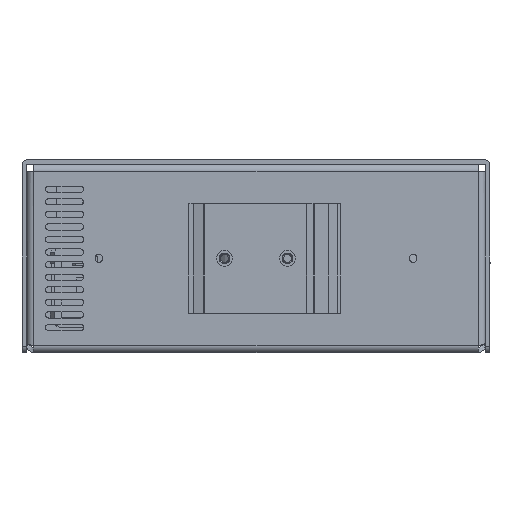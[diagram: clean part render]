
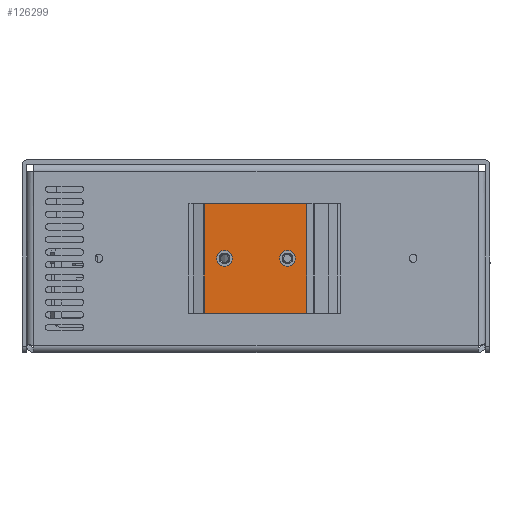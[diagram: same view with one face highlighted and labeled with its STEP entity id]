
A CAD part, front view. The second image highlights one B-rep face of the part: STEP entity #126299.
In plain terms, the highlighted planar face has unit normal (0, -1, 0).
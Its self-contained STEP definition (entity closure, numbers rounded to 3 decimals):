
#1213 = ORIENTED_EDGE ( 'NONE', *, *, #22925, .F. ) ;
#2939 = DIRECTION ( 'NONE',  ( 0., 0., -1. ) ) ;
#3040 = CARTESIAN_POINT ( 'NONE',  ( -33.064, -57.287, 8.2 ) ) ;
#3163 = LINE ( 'NONE', #146076, #113048 ) ;
#5104 = DIRECTION ( 'NONE',  ( 0., 0., 1. ) ) ;
#5216 = DIRECTION ( 'NONE',  ( 0., 1., 0. ) ) ;
#5266 = CARTESIAN_POINT ( 'NONE',  ( -59.608, -57.287, -9.3 ) ) ;
#7751 = DIRECTION ( 'NONE',  ( 0., -1., 0. ) ) ;
#13756 = EDGE_CURVE ( 'NONE', #13768, #46113, #64573, .T. ) ;
#13768 = VERTEX_POINT ( 'NONE', #114766 ) ;
#17228 = CARTESIAN_POINT ( 'NONE',  ( -53.064, -57.287, 5.7 ) ) ;
#17831 = CARTESIAN_POINT ( 'NONE',  ( -53.064, -57.287, 8.2 ) ) ;
#18219 = VERTEX_POINT ( 'NONE', #5266 ) ;
#18901 = LINE ( 'NONE', #32649, #83378 ) ;
#21240 = EDGE_CURVE ( 'NONE', #150851, #80438, #83242, .T. ) ;
#22925 = EDGE_CURVE ( 'NONE', #108501, #114487, #135141, .T. ) ;
#30036 = DIRECTION ( 'NONE',  ( 0., 0., 1. ) ) ;
#32649 = CARTESIAN_POINT ( 'NONE',  ( -59.608, -57.287, -9.3 ) ) ;
#34920 = LINE ( 'NONE', #147563, #131560 ) ;
#35894 = FACE_BOUND ( 'NONE', #49098, .T. ) ;
#38870 = EDGE_LOOP ( 'NONE', ( #155148, #115752, #65840, #1213 ) ) ;
#42927 = ORIENTED_EDGE ( 'NONE', *, *, #13756, .F. ) ;
#46113 = VERTEX_POINT ( 'NONE', #68442 ) ;
#49098 = EDGE_LOOP ( 'NONE', ( #42927, #74035 ) ) ;
#50093 = EDGE_CURVE ( 'NONE', #114487, #76210, #34920, .T. ) ;
#52671 = AXIS2_PLACEMENT_3D ( 'NONE', #17831, #102521, #30036 ) ;
#52775 = ORIENTED_EDGE ( 'NONE', *, *, #122354, .F. ) ;
#58822 = EDGE_CURVE ( 'NONE', #18219, #108501, #18901, .T. ) ;
#62533 = EDGE_LOOP ( 'NONE', ( #67052, #52775 ) ) ;
#64573 = CIRCLE ( 'NONE', #66288, 2.5 ) ;
#65840 = ORIENTED_EDGE ( 'NONE', *, *, #50093, .F. ) ;
#66288 = AXIS2_PLACEMENT_3D ( 'NONE', #3040, #98935, #5104 ) ;
#67052 = ORIENTED_EDGE ( 'NONE', *, *, #21240, .F. ) ;
#68442 = CARTESIAN_POINT ( 'NONE',  ( -33.064, -57.287, 5.7 ) ) ;
#71875 = FACE_OUTER_BOUND ( 'NONE', #38870, .T. ) ;
#72051 = CIRCLE ( 'NONE', #52671, 2.5 ) ;
#74035 = ORIENTED_EDGE ( 'NONE', *, *, #146273, .F. ) ;
#76210 = VERTEX_POINT ( 'NONE', #88554 ) ;
#77824 = CARTESIAN_POINT ( 'NONE',  ( -26.425, -57.287, -9.3 ) ) ;
#78108 = CARTESIAN_POINT ( 'NONE',  ( -59.608, -57.287, 25.7 ) ) ;
#80316 = CARTESIAN_POINT ( 'NONE',  ( -33.064, -57.287, 8.2 ) ) ;
#80438 = VERTEX_POINT ( 'NONE', #17228 ) ;
#81719 = AXIS2_PLACEMENT_3D ( 'NONE', #80316, #7751, #92497 ) ;
#83242 = CIRCLE ( 'NONE', #127513, 2.5 ) ;
#83378 = VECTOR ( 'NONE', #116820, 1000. ) ;
#88554 = CARTESIAN_POINT ( 'NONE',  ( -26.425, -57.287, -9.3 ) ) ;
#89955 = DIRECTION ( 'NONE',  ( 0., 0., -1. ) ) ;
#92497 = DIRECTION ( 'NONE',  ( 0., 0., 1. ) ) ;
#92537 = CIRCLE ( 'NONE', #81719, 2.5 ) ;
#96349 = DIRECTION ( 'NONE',  ( 1., 0., 0. ) ) ;
#96428 = CARTESIAN_POINT ( 'NONE',  ( -26.425, -57.287, 25.7 ) ) ;
#96844 = DIRECTION ( 'NONE',  ( 1., 0., 0. ) ) ;
#97712 = CARTESIAN_POINT ( 'NONE',  ( -60.071, -57.287, 25.7 ) ) ;
#98935 = DIRECTION ( 'NONE',  ( 0., -1., 0. ) ) ;
#99052 = AXIS2_PLACEMENT_3D ( 'NONE', #77824, #5216, #89955 ) ;
#100286 = FACE_BOUND ( 'NONE', #62533, .T. ) ;
#102521 = DIRECTION ( 'NONE',  ( 0., -1., 0. ) ) ;
#108501 = VERTEX_POINT ( 'NONE', #78108 ) ;
#110346 = DIRECTION ( 'NONE',  ( 0., 0., 1. ) ) ;
#110538 = DIRECTION ( 'NONE',  ( 0., -1., 0. ) ) ;
#110746 = CARTESIAN_POINT ( 'NONE',  ( -53.064, -57.287, 8.2 ) ) ;
#113048 = VECTOR ( 'NONE', #96844, 1000. ) ;
#113548 = CARTESIAN_POINT ( 'NONE',  ( -53.064, -57.287, 10.7 ) ) ;
#114487 = VERTEX_POINT ( 'NONE', #96428 ) ;
#114766 = CARTESIAN_POINT ( 'NONE',  ( -33.064, -57.287, 10.7 ) ) ;
#115752 = ORIENTED_EDGE ( 'NONE', *, *, #119614, .T. ) ;
#116820 = DIRECTION ( 'NONE',  ( 0., 0., 1. ) ) ;
#119614 = EDGE_CURVE ( 'NONE', #18219, #76210, #3163, .T. ) ;
#122354 = EDGE_CURVE ( 'NONE', #80438, #150851, #72051, .T. ) ;
#126299 = ADVANCED_FACE ( 'NONE', ( #71875, #35894, #100286 ), #137613, .F. ) ;
#127513 = AXIS2_PLACEMENT_3D ( 'NONE', #110746, #110538, #110346 ) ;
#131436 = VECTOR ( 'NONE', #96349, 1000. ) ;
#131560 = VECTOR ( 'NONE', #2939, 1000. ) ;
#135141 = LINE ( 'NONE', #97712, #131436 ) ;
#137613 = PLANE ( 'NONE',  #99052 ) ;
#146076 = CARTESIAN_POINT ( 'NONE',  ( -60.071, -57.287, -9.3 ) ) ;
#146273 = EDGE_CURVE ( 'NONE', #46113, #13768, #92537, .T. ) ;
#147563 = CARTESIAN_POINT ( 'NONE',  ( -26.425, -57.287, -9.3 ) ) ;
#150851 = VERTEX_POINT ( 'NONE', #113548 ) ;
#155148 = ORIENTED_EDGE ( 'NONE', *, *, #58822, .F. ) ;
